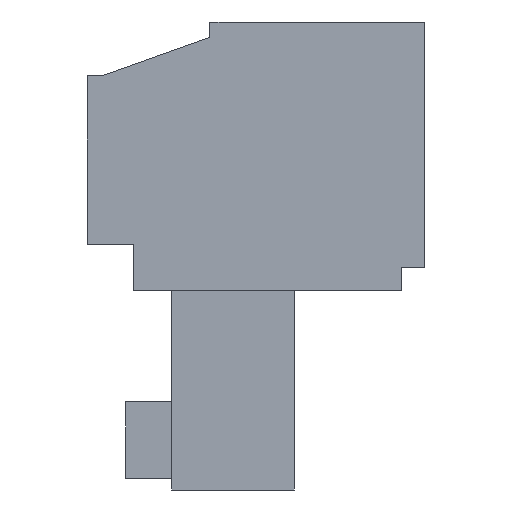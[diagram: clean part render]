
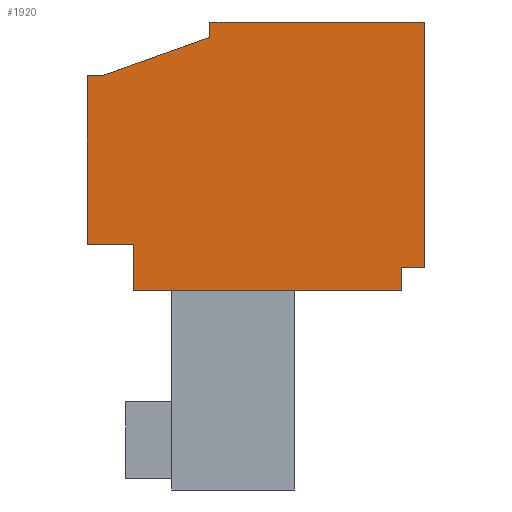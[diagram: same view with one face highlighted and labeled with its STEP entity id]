
A CAD part, left-side view. The second image highlights one B-rep face of the part: STEP entity #1920.
In plain terms, the highlighted planar face has unit normal (-1, 0, 0).
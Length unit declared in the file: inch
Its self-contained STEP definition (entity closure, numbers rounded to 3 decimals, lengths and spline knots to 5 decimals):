
#1=DIRECTION('',(0.,0.,-1.));
#2=VECTOR('',#1,0.32);
#3=CARTESIAN_POINT('',(-0.2225,0.,0.));
#4=LINE('',#3,#2);
#5=DIRECTION('',(0.,1.,0.));
#6=VECTOR('',#5,0.03);
#7=CARTESIAN_POINT('',(-0.2225,0.,-0.32));
#8=LINE('',#7,#6);
#9=DIRECTION('',(0.,0.,-1.));
#10=VECTOR('',#9,0.03);
#11=CARTESIAN_POINT('',(-0.2225,0.03,-0.32));
#12=LINE('',#11,#10);
#13=DIRECTION('',(0.,1.,0.));
#14=VECTOR('',#13,0.35);
#15=CARTESIAN_POINT('',(-0.2225,0.03,-0.35));
#16=LINE('',#15,#14);
#17=DIRECTION('',(0.,0.,1.));
#18=VECTOR('',#17,0.06);
#19=CARTESIAN_POINT('',(-0.2225,0.38,-0.35));
#20=LINE('',#19,#18);
#21=DIRECTION('',(0.,1.,0.));
#22=VECTOR('',#21,0.06);
#23=CARTESIAN_POINT('',(-0.2225,0.38,-0.29));
#24=LINE('',#23,#22);
#25=DIRECTION('',(0.,0.,1.));
#26=VECTOR('',#25,0.22);
#27=CARTESIAN_POINT('',(-0.2225,0.44,-0.29));
#28=LINE('',#27,#26);
#29=DIRECTION('',(0.,-1.,0.));
#30=VECTOR('',#29,0.02);
#31=CARTESIAN_POINT('',(-0.2225,0.44,-0.07));
#32=LINE('',#31,#30);
#33=DIRECTION('',(0.,-0.942,0.336));
#34=VECTOR('',#33,0.14866);
#35=CARTESIAN_POINT('',(-0.2225,0.42,-0.07));
#36=LINE('',#35,#34);
#37=DIRECTION('',(0.,0.,1.));
#38=VECTOR('',#37,0.02);
#39=CARTESIAN_POINT('',(-0.2225,0.28,-0.02));
#40=LINE('',#39,#38);
#41=DIRECTION('',(0.,-1.,0.));
#42=VECTOR('',#41,0.28);
#43=CARTESIAN_POINT('',(-0.2225,0.28,0.));
#44=LINE('',#43,#42);
#1447=CARTESIAN_POINT('',(-0.2225,0.,0.));
#1448=CARTESIAN_POINT('',(-0.2225,0.,-0.32));
#1449=VERTEX_POINT('',#1447);
#1450=VERTEX_POINT('',#1448);
#1451=CARTESIAN_POINT('',(-0.2225,0.03,-0.32));
#1452=VERTEX_POINT('',#1451);
#1453=CARTESIAN_POINT('',(-0.2225,0.03,-0.35));
#1454=VERTEX_POINT('',#1453);
#1455=CARTESIAN_POINT('',(-0.2225,0.38,-0.35));
#1456=VERTEX_POINT('',#1455);
#1457=CARTESIAN_POINT('',(-0.2225,0.38,-0.29));
#1458=VERTEX_POINT('',#1457);
#1459=CARTESIAN_POINT('',(-0.2225,0.44,-0.29));
#1460=VERTEX_POINT('',#1459);
#1461=CARTESIAN_POINT('',(-0.2225,0.44,-0.07));
#1462=VERTEX_POINT('',#1461);
#1463=CARTESIAN_POINT('',(-0.2225,0.42,-0.07));
#1464=VERTEX_POINT('',#1463);
#1465=CARTESIAN_POINT('',(-0.2225,0.28,-0.02));
#1466=VERTEX_POINT('',#1465);
#1467=CARTESIAN_POINT('',(-0.2225,0.28,0.));
#1468=VERTEX_POINT('',#1467);
#1891=CARTESIAN_POINT('',(-0.2225,0.,0.));
#1892=DIRECTION('',(1.,0.,0.));
#1893=DIRECTION('',(0.,0.,-1.));
#1894=AXIS2_PLACEMENT_3D('',#1891,#1892,#1893);
#1895=PLANE('',#1894);
#1897=ORIENTED_EDGE('',*,*,#1896,.T.);
#1899=ORIENTED_EDGE('',*,*,#1898,.T.);
#1901=ORIENTED_EDGE('',*,*,#1900,.T.);
#1903=ORIENTED_EDGE('',*,*,#1902,.T.);
#1905=ORIENTED_EDGE('',*,*,#1904,.T.);
#1907=ORIENTED_EDGE('',*,*,#1906,.T.);
#1909=ORIENTED_EDGE('',*,*,#1908,.T.);
#1911=ORIENTED_EDGE('',*,*,#1910,.T.);
#1913=ORIENTED_EDGE('',*,*,#1912,.T.);
#1915=ORIENTED_EDGE('',*,*,#1914,.T.);
#1917=ORIENTED_EDGE('',*,*,#1916,.T.);
#1918=EDGE_LOOP('',(#1897,#1899,#1901,#1903,#1905,#1907,#1909,#1911,#1913,#1915,
#1917));
#1919=FACE_OUTER_BOUND('',#1918,.F.);
#1920=ADVANCED_FACE('',(#1919),#1895,.F.);
#1896=EDGE_CURVE('',#1449,#1450,#4,.T.);
#1898=EDGE_CURVE('',#1450,#1452,#8,.T.);
#1900=EDGE_CURVE('',#1452,#1454,#12,.T.);
#1902=EDGE_CURVE('',#1454,#1456,#16,.T.);
#1904=EDGE_CURVE('',#1456,#1458,#20,.T.);
#1906=EDGE_CURVE('',#1458,#1460,#24,.T.);
#1908=EDGE_CURVE('',#1460,#1462,#28,.T.);
#1910=EDGE_CURVE('',#1462,#1464,#32,.T.);
#1912=EDGE_CURVE('',#1464,#1466,#36,.T.);
#1914=EDGE_CURVE('',#1466,#1468,#40,.T.);
#1916=EDGE_CURVE('',#1468,#1449,#44,.T.);
